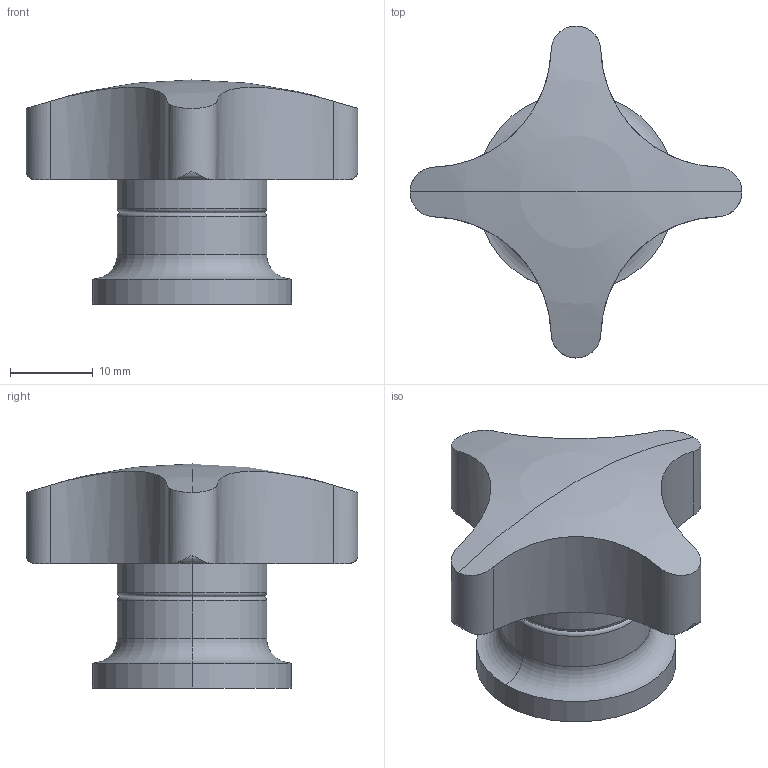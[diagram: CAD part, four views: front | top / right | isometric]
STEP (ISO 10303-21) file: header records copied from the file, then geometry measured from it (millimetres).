
FILE_DESCRIPTION(('STEP AP214'),'1');
FILE_NAME(' ',' ',('TraceParts'),('TraceParts S.A.'),'XStep 1.0',' ',' ');
FILE_SCHEMA(('automotive_design'));
Length unit declared in the file: millimetre
Products named in the file (1): 1
Bounding box: 40 x 40 x 27 mm (x, y, z)
Volume: 10832.1 mm3; surface area: 4012.1 mm2
Topology: 1 solids, 1 shells, 36 faces, 92 edges, 56 vertices
Faces by surface type: cylinder 16, torus 12, cone 4, sphere 2, plane 2
Entity records: 2368 total; most frequent: CARTESIAN_POINT 481, DIRECTION 190, STYLED_ITEM 181, PRESENTATION_STYLE_ASSIGNMENT 181, COLOUR_RGB 181, ORIENTED_EDGE 176, EDGE_CURVE 88, CURVE_STYLE 88
